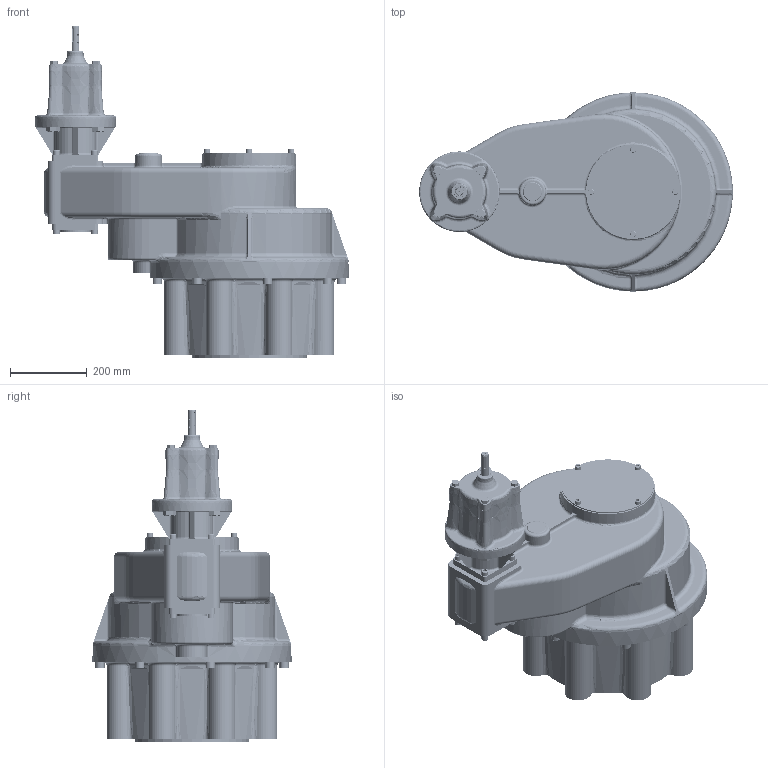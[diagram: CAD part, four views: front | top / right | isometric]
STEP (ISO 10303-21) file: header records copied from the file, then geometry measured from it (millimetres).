
FILE_DESCRIPTION(/* description */ ('Unknown'),/* implementation_level */ '2;1');
FILE_NAME(/* name */ 'PUB-HOS16MPR19-230.4-MAN-F40_SOLID_1-1',/* time_stamp */ '2019-10-22T12:03:48+01:00',/* author */ ('Unknown'),/* organization */ ('Unknown'),/* preprocessor_version */ 'ST-DEVELOPER v16.7',/* originating_system */ 'DEX',/* authorisation */ $);
FILE_SCHEMA (('AUTOMOTIVE_DESIGN {1 0 10303 214 3 1 1}'));
Products named in the file (1): PUB-HOS16MPR19-230.4-MAN-F40_SOLID_1-1
Bounding box: 818.65 x 520 x 866.5 mm (x, y, z)
Volume: 81868306.4 mm3; surface area: 3121124.4 mm2
Topology: 4 solids, 4 shells, 6668 faces, 19543 edges, 12540 vertices
Faces by surface type: cylinder 2851, plane 2643, bspline 498, cone 337, torus 303, sphere 36
Full cylindrical faces by diameter (mm): 0.1 x1, 2.5 x2, 4.917 x6, 5 x2, 6 x2, 15 x3, 16 x4, 17 x3, 18 x8, 20 x3, 21.998 x46, 22.098 x1, 23 x2, 24 x8, 26 x10, 30 x1, 32 x8, 36 x1, 42 x1, 70 x1, 80 x1, 100 x1, 102 x1, 125 x1, 128 x1, 164 x1, 165.5 x1, 169.58 x2, 169.9 x1, 169.983 x3
Entity records: 243189 total; most frequent: CARTESIAN_POINT 71076, ORIENTED_EDGE 37838, DIRECTION 34980, EDGE_CURVE 18919, AXIS2_PLACEMENT_3D 14035, VERTEX_POINT 12383, CIRCLE 7852, FACE_BOUND 7500
